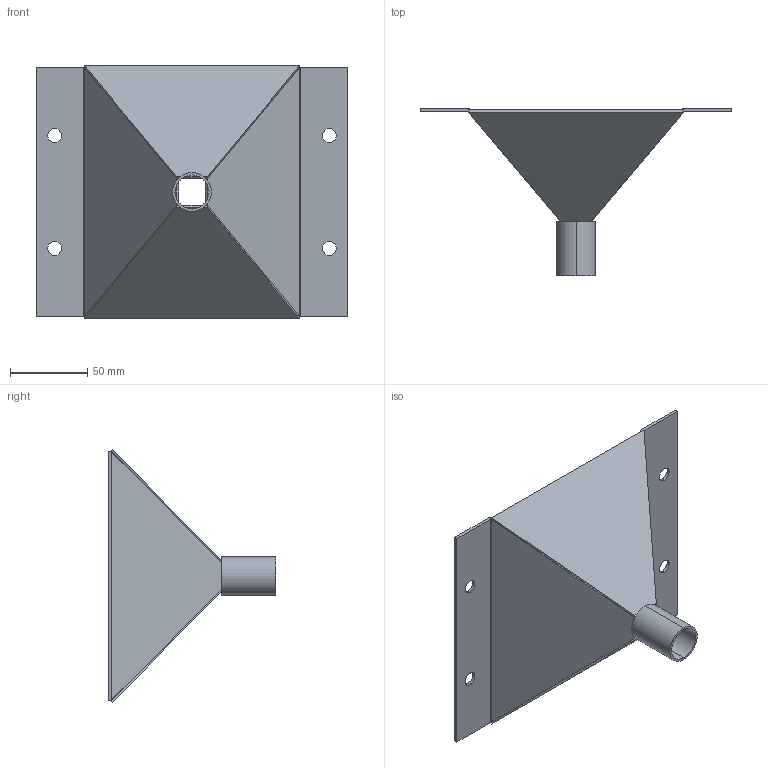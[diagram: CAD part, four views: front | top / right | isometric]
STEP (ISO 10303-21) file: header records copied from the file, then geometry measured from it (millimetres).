
FILE_DESCRIPTION (( 'STEP AP214' ), '1' );
FILE_NAME ('BR03-C03-ENTONNOIR.STEP', '2022-05-03T06:54:46', ( 'T' ), ( 'F' ), 'SwSTEP 2.0', 'SolidWorks 2001340', '' );
FILE_SCHEMA (( 'AUTOMOTIVE_DESIGN' ));
Length unit declared in the file: millimetre
Products named in the file (4): BR03-C03-ENTONNOIR; BR03-C03-03-A-entonnoir p2; BR03-C03-01-A-tube entonnoir; BR03-C03-02-A-entonnoir p1
Assembly tree (5 placements, depth 2):
  BR03-C03-ENTONNOIR
    BR03-C03-03-A-entonnoir p2  x2
    BR03-C03-01-A-tube entonnoir
    BR03-C03-02-A-entonnoir p1  x2
Bounding box: 201.62 x 108.38 x 163.29 mm (x, y, z)
Volume: 89107.1 mm3; surface area: 94326.9 mm2
Topology: 5 solids, 5 shells, 50 faces, 112 edges, 72 vertices
Faces by surface type: plane 34, cylinder 16
Entity records: 923 total; most frequent: DIRECTION 154, CARTESIAN_POINT 138, ORIENTED_EDGE 124, EDGE_CURVE 62, AXIS2_PLACEMENT_3D 56, LINE 42, VECTOR 42, VERTEX_POINT 40
